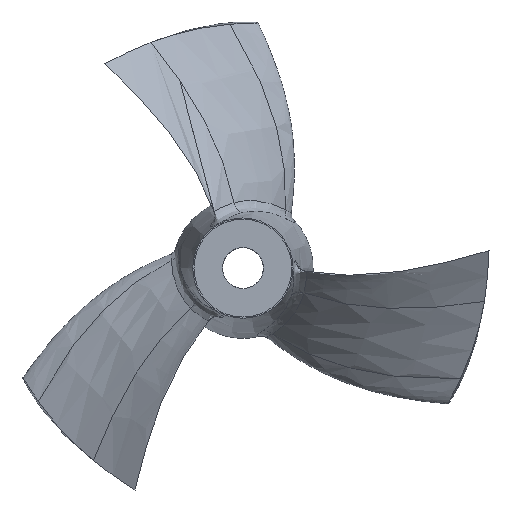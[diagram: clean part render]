
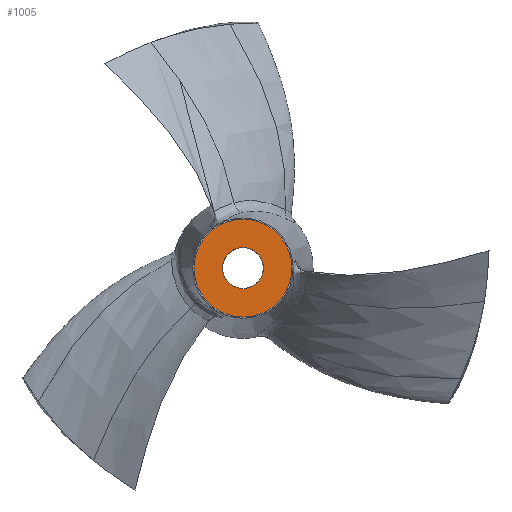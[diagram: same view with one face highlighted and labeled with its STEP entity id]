
A CAD part, front view. The second image highlights one B-rep face of the part: STEP entity #1005.
In plain terms, the highlighted planar face has unit normal (0, -1, 0).
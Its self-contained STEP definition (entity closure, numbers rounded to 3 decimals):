
#56=FACE_BOUND('',#260,.T.);
#194=PLANE('',#1076);
#205=FACE_OUTER_BOUND('',#259,.T.);
#259=EDGE_LOOP('',(#703,#704));
#260=EDGE_LOOP('',(#705,#706));
#346=CIRCLE('',#1055,12.2);
#348=CIRCLE('',#1057,12.2);
#349=CIRCLE('',#1059,5.1);
#350=CIRCLE('',#1060,5.1);
#365=VERTEX_POINT('',#1176);
#366=VERTEX_POINT('',#1177);
#368=VERTEX_POINT('',#1184);
#369=VERTEX_POINT('',#1185);
#485=EDGE_CURVE('',#365,#366,#346,.T.);
#488=EDGE_CURVE('',#366,#365,#348,.T.);
#489=EDGE_CURVE('',#368,#369,#349,.T.);
#490=EDGE_CURVE('',#369,#368,#350,.T.);
#703=ORIENTED_EDGE('',*,*,#485,.F.);
#704=ORIENTED_EDGE('',*,*,#488,.F.);
#705=ORIENTED_EDGE('',*,*,#489,.T.);
#706=ORIENTED_EDGE('',*,*,#490,.T.);
#1005=ADVANCED_FACE('',(#205,#56),#194,.F.);
#1055=AXIS2_PLACEMENT_3D('',#1178,#1091,#1092);
#1057=AXIS2_PLACEMENT_3D('',#1182,#1096,#1097);
#1059=AXIS2_PLACEMENT_3D('',#1186,#1100,#1101);
#1060=AXIS2_PLACEMENT_3D('',#1187,#1102,#1103);
#1076=AXIS2_PLACEMENT_3D('',#1326,#1147,#1148);
#1091=DIRECTION('center_axis',(0.,1.,0.));
#1092=DIRECTION('ref_axis',(1.,0.,0.));
#1096=DIRECTION('center_axis',(0.,1.,0.));
#1097=DIRECTION('ref_axis',(1.,0.,0.));
#1100=DIRECTION('center_axis',(0.,1.,0.));
#1101=DIRECTION('ref_axis',(0.,0.,-1.));
#1102=DIRECTION('center_axis',(0.,1.,0.));
#1103=DIRECTION('ref_axis',(0.,0.,-1.));
#1147=DIRECTION('center_axis',(0.,1.,0.));
#1148=DIRECTION('ref_axis',(1.,0.,0.));
#1176=CARTESIAN_POINT('',(12.2,7.,0.));
#1177=CARTESIAN_POINT('',(-12.2,7.,0.));
#1178=CARTESIAN_POINT('Origin',(0.,7.,0.));
#1182=CARTESIAN_POINT('Origin',(0.,7.,0.));
#1184=CARTESIAN_POINT('',(0.,7.,-5.1));
#1185=CARTESIAN_POINT('',(0.,7.,5.1));
#1186=CARTESIAN_POINT('Origin',(0.,7.,0.));
#1187=CARTESIAN_POINT('Origin',(0.,7.,0.));
#1326=CARTESIAN_POINT('Origin',(0.,7.,0.));
